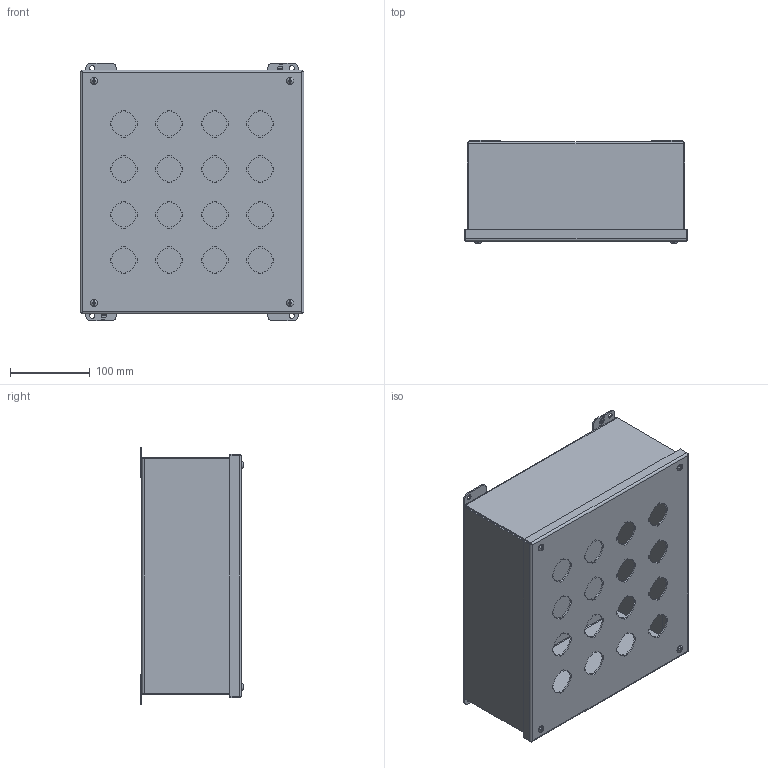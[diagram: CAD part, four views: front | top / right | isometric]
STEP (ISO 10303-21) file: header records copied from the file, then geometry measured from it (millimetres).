
FILE_DESCRIPTION (( 'STEP AP203' ), '1' );
FILE_NAME ('1437S16S_Default.step', '2019-11-08T19:16:25', ( '' ), ( '' ), 'SwSTEP 2.0', 'SolidWorks 2019', '' );
FILE_SCHEMA (( 'CONFIG_CONTROL_DESIGN' ));
Length unit declared in the file: inch
Products named in the file (1): 1437S16S_Default
Bounding box: 280.92 x 129.64 x 323.85 mm (x, y, z)
Volume: 648541.5 mm3; surface area: 684737.4 mm2
Topology: 23 solids, 23 shells, 861 faces, 2296 edges, 1497 vertices
Faces by surface type: plane 615, cylinder 216, cone 14, torus 8, bspline 8
Entity records: 27095 total; most frequent: CARTESIAN_POINT 5245, ORIENTED_EDGE 4588, DIRECTION 4390, EDGE_CURVE 2294, LINE 1714, VECTOR 1714, VERTEX_POINT 1497, AXIS2_PLACEMENT_3D 1338
